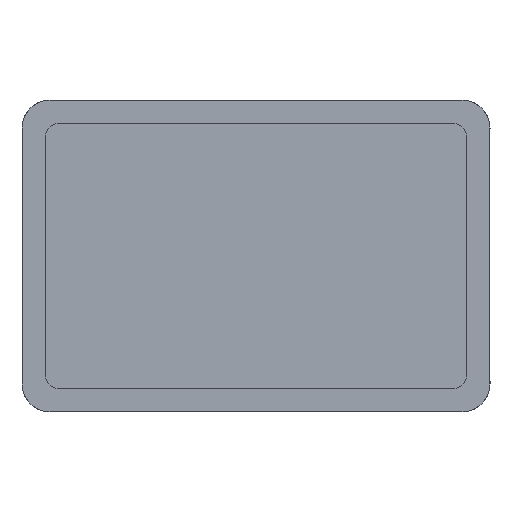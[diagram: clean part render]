
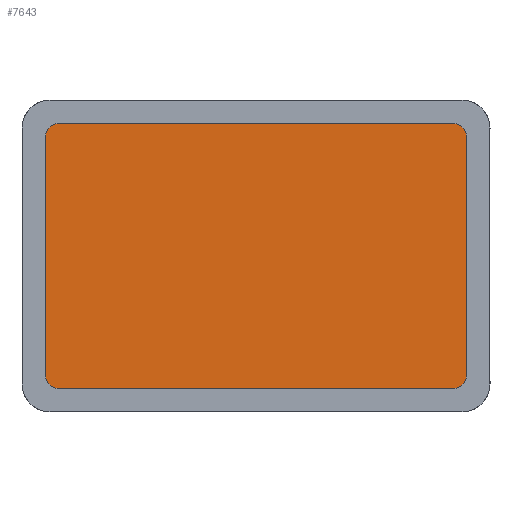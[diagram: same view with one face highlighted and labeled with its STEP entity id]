
A CAD part, front view. The second image highlights one B-rep face of the part: STEP entity #7643.
In plain terms, the highlighted planar face has unit normal (0, -1, 0).
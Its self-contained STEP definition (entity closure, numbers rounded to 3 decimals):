
#50 = CARTESIAN_POINT ( 'NONE',  ( -126., 0., 85. ) ) ;
#157 = AXIS2_PLACEMENT_3D ( 'NONE', #14431, #15822, #5628 ) ;
#545 = DIRECTION ( 'NONE',  ( 0., 0., -1. ) ) ;
#587 = DIRECTION ( 'NONE',  ( 0., 0., 1. ) ) ;
#743 = CARTESIAN_POINT ( 'NONE',  ( 126., 0., 76. ) ) ;
#789 = VERTEX_POINT ( 'NONE', #1579 ) ;
#1222 = CARTESIAN_POINT ( 'NONE',  ( -126., 0., 85. ) ) ;
#1395 = VECTOR ( 'NONE', #4479, 1000. ) ;
#1579 = CARTESIAN_POINT ( 'NONE',  ( 126., 0., -85. ) ) ;
#1778 = CARTESIAN_POINT ( 'NONE',  ( -135., 0., 76. ) ) ;
#1937 = LINE ( 'NONE', #1778, #15325 ) ;
#2176 = CARTESIAN_POINT ( 'NONE',  ( -135., 0., -76. ) ) ;
#2263 = CARTESIAN_POINT ( 'NONE',  ( 135., 0., 76. ) ) ;
#2440 = EDGE_CURVE ( 'NONE', #4914, #789, #8394, .T. ) ;
#2448 = CARTESIAN_POINT ( 'NONE',  ( 126., 0., 85. ) ) ;
#2587 = DIRECTION ( 'NONE',  ( 1., 0., 0. ) ) ;
#3335 = CARTESIAN_POINT ( 'NONE',  ( -126., 0., -85. ) ) ;
#3399 = VERTEX_POINT ( 'NONE', #2176 ) ;
#3486 = VERTEX_POINT ( 'NONE', #2263 ) ;
#4250 = EDGE_CURVE ( 'NONE', #4566, #5114, #9786, .T. ) ;
#4340 = DIRECTION ( 'NONE',  ( 0., 0., 1. ) ) ;
#4395 = FACE_OUTER_BOUND ( 'NONE', #11607, .T. ) ;
#4456 = AXIS2_PLACEMENT_3D ( 'NONE', #15682, #6820, #4340 ) ;
#4479 = DIRECTION ( 'NONE',  ( -1., 0., 0. ) ) ;
#4566 = VERTEX_POINT ( 'NONE', #15122 ) ;
#4596 = AXIS2_PLACEMENT_3D ( 'NONE', #13236, #7000, #587 ) ;
#4914 = VERTEX_POINT ( 'NONE', #10903 ) ;
#5114 = VERTEX_POINT ( 'NONE', #1222 ) ;
#5314 = EDGE_CURVE ( 'NONE', #3486, #4914, #8089, .T. ) ;
#5342 = EDGE_CURVE ( 'NONE', #3399, #4566, #1937, .T. ) ;
#5628 = DIRECTION ( 'NONE',  ( 0., 0., 1. ) ) ;
#5748 = DIRECTION ( 'NONE',  ( 0., 1., 0. ) ) ;
#5914 = CIRCLE ( 'NONE', #4596, 9. ) ;
#6093 = ORIENTED_EDGE ( 'NONE', *, *, #2440, .F. ) ;
#6235 = CIRCLE ( 'NONE', #15397, 9. ) ;
#6445 = CARTESIAN_POINT ( 'NONE',  ( -126., 0., -85. ) ) ;
#6510 = ORIENTED_EDGE ( 'NONE', *, *, #5314, .F. ) ;
#6820 = DIRECTION ( 'NONE',  ( 0., 1., 0. ) ) ;
#6874 = DIRECTION ( 'NONE',  ( 0., 0., 1. ) ) ;
#6878 = PLANE ( 'NONE',  #157 ) ;
#7000 = DIRECTION ( 'NONE',  ( 0., 1., 0. ) ) ;
#7436 = LINE ( 'NONE', #50, #16016 ) ;
#7574 = EDGE_CURVE ( 'NONE', #789, #10351, #9566, .T. ) ;
#7643 = ADVANCED_FACE ( 'NONE', ( #4395 ), #6878, .F. ) ;
#8089 = LINE ( 'NONE', #8334, #11915 ) ;
#8334 = CARTESIAN_POINT ( 'NONE',  ( 135., 0., 76. ) ) ;
#8394 = CIRCLE ( 'NONE', #4456, 9. ) ;
#8597 = DIRECTION ( 'NONE',  ( 0., 0., 1. ) ) ;
#9184 = ORIENTED_EDGE ( 'NONE', *, *, #4250, .F. ) ;
#9370 = EDGE_CURVE ( 'NONE', #10351, #3399, #5914, .T. ) ;
#9566 = LINE ( 'NONE', #3335, #1395 ) ;
#9599 = DIRECTION ( 'NONE',  ( 0., 0., 1. ) ) ;
#9725 = ORIENTED_EDGE ( 'NONE', *, *, #9370, .F. ) ;
#9786 = CIRCLE ( 'NONE', #16096, 9. ) ;
#10351 = VERTEX_POINT ( 'NONE', #6445 ) ;
#10426 = ORIENTED_EDGE ( 'NONE', *, *, #7574, .F. ) ;
#10903 = CARTESIAN_POINT ( 'NONE',  ( 135., 0., -76. ) ) ;
#10922 = EDGE_CURVE ( 'NONE', #15457, #3486, #6235, .T. ) ;
#11068 = CARTESIAN_POINT ( 'NONE',  ( -126., 0., 76. ) ) ;
#11607 = EDGE_LOOP ( 'NONE', ( #9725, #10426, #6093, #6510, #12679, #13949, #9184, #11940 ) ) ;
#11915 = VECTOR ( 'NONE', #545, 1000. ) ;
#11940 = ORIENTED_EDGE ( 'NONE', *, *, #5342, .F. ) ;
#12679 = ORIENTED_EDGE ( 'NONE', *, *, #10922, .F. ) ;
#13236 = CARTESIAN_POINT ( 'NONE',  ( -126., 0., -76. ) ) ;
#13949 = ORIENTED_EDGE ( 'NONE', *, *, #14658, .F. ) ;
#14431 = CARTESIAN_POINT ( 'NONE',  ( -126., 0., -76. ) ) ;
#14658 = EDGE_CURVE ( 'NONE', #5114, #15457, #7436, .T. ) ;
#15122 = CARTESIAN_POINT ( 'NONE',  ( -135., 0., 76. ) ) ;
#15325 = VECTOR ( 'NONE', #6874, 1000. ) ;
#15397 = AXIS2_PLACEMENT_3D ( 'NONE', #743, #5748, #9599 ) ;
#15457 = VERTEX_POINT ( 'NONE', #2448 ) ;
#15682 = CARTESIAN_POINT ( 'NONE',  ( 126., 0., -76. ) ) ;
#15822 = DIRECTION ( 'NONE',  ( 0., 1., 0. ) ) ;
#16016 = VECTOR ( 'NONE', #2587, 1000. ) ;
#16086 = DIRECTION ( 'NONE',  ( 0., 1., 0. ) ) ;
#16096 = AXIS2_PLACEMENT_3D ( 'NONE', #11068, #16086, #8597 ) ;
